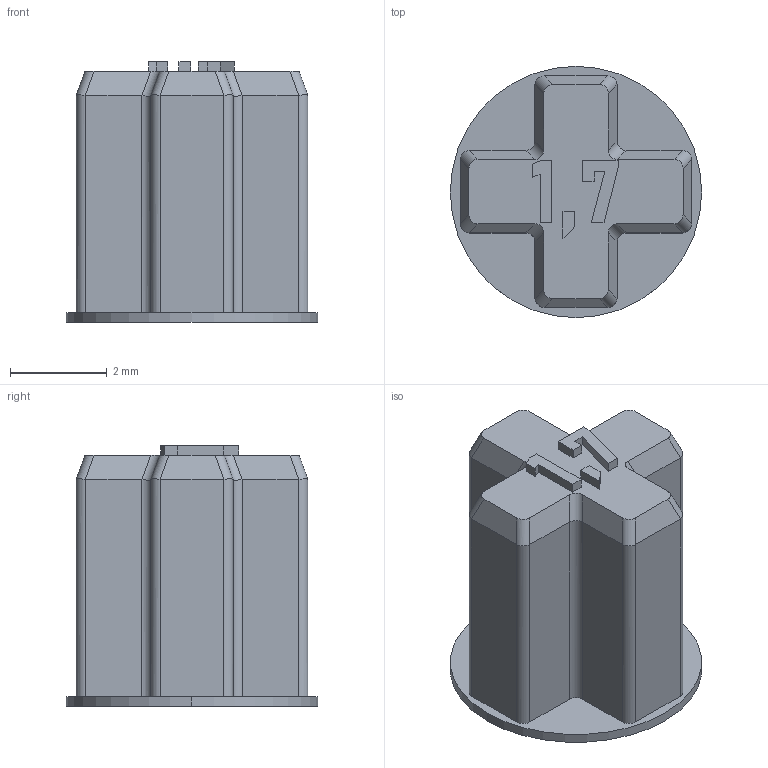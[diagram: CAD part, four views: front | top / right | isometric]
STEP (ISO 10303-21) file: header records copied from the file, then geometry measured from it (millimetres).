
FILE_DESCRIPTION (( 'STEP AP214' ), '1' );
FILE_NAME ('2mm_auf_Lego-Kreuz-Achse_5mm.STEP', '2025-09-03T21:02:03', ( '' ), ( '' ), 'SwSTEP 2.0', 'SolidWorks 2025', '' );
FILE_SCHEMA (( 'AUTOMOTIVE_DESIGN' ));
Length unit declared in the file: millimetre
Products named in the file (1): 2mm_auf_Lego-Kreuz-Achse_5mm
Bounding box: 5.21 x 5.21 x 5.4 mm (x, y, z)
Volume: 57.2 mm3; surface area: 159.9 mm2
Topology: 1 solids, 1 shells, 83 faces, 224 edges, 148 vertices
Faces by surface type: plane 51, cylinder 28, cone 4
Entity records: 2593 total; most frequent: CARTESIAN_POINT 600, ORIENTED_EDGE 448, DIRECTION 368, EDGE_CURVE 224, LINE 152, VECTOR 152, VERTEX_POINT 148, AXIS2_PLACEMENT_3D 108
